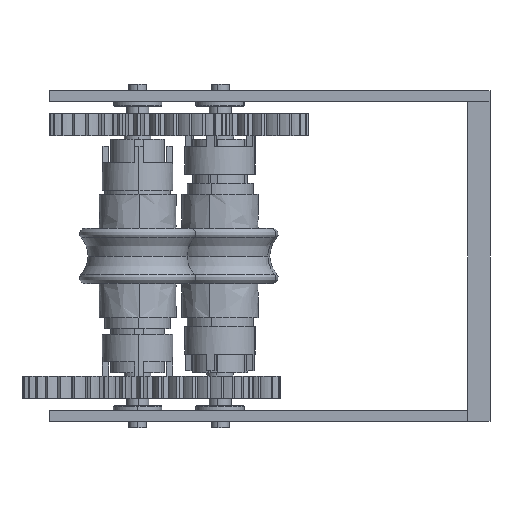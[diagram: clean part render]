
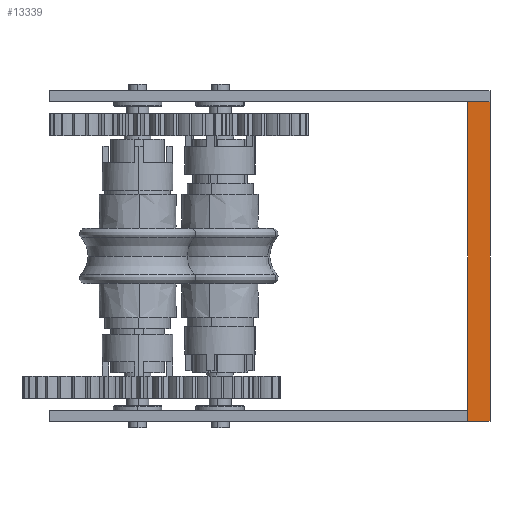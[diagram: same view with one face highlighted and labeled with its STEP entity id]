
A CAD part, left-side view. The second image highlights one B-rep face of the part: STEP entity #13339.
In plain terms, the highlighted free-form (B-spline) face has degree [1, 1] with [2, 2] control points.
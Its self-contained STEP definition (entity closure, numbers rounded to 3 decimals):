
#12677 = VERTEX_POINT('',#12678);
#12678 = CARTESIAN_POINT('',(-51.527,-173.902,
    87.232));
#12683 = EDGE_CURVE('',#12677,#12684,#12686,.T.);
#12684 = VERTEX_POINT('',#12685);
#12685 = CARTESIAN_POINT('',(-51.527,-186.784,
    87.232));
#12686 = B_SPLINE_CURVE_WITH_KNOTS('',1,(#12687,#12688),.UNSPECIFIED.,
  .F.,.F.,(2,2),(-0.,10.),.PIECEWISE_BEZIER_KNOTS.);
#12687 = CARTESIAN_POINT('',(-51.527,-173.902,
    87.232));
#12688 = CARTESIAN_POINT('',(-51.527,-186.784,
    87.232));
#13339 = ADVANCED_FACE('',(#13340),#13362,.F.);
#13340 = FACE_BOUND('',#13341,.T.);
#13341 = EDGE_LOOP('',(#13342,#13349,#13350,#13357));
#13342 = ORIENTED_EDGE('',*,*,#13343,.T.);
#13343 = EDGE_CURVE('',#13344,#12684,#13346,.T.);
#13344 = VERTEX_POINT('',#13345);
#13345 = CARTESIAN_POINT('',(-51.527,-186.784,
    -99.552));
#13346 = B_SPLINE_CURVE_WITH_KNOTS('',1,(#13347,#13348),.UNSPECIFIED.,
  .F.,.F.,(2,2),(-75.,70.),.PIECEWISE_BEZIER_KNOTS.);
#13347 = CARTESIAN_POINT('',(-51.527,-186.784,
    -99.552));
#13348 = CARTESIAN_POINT('',(-51.527,-186.784,
    87.232));
#13349 = ORIENTED_EDGE('',*,*,#12683,.F.);
#13350 = ORIENTED_EDGE('',*,*,#13351,.F.);
#13351 = EDGE_CURVE('',#13352,#12677,#13354,.T.);
#13352 = VERTEX_POINT('',#13353);
#13353 = CARTESIAN_POINT('',(-51.527,-173.902,
    -99.552));
#13354 = B_SPLINE_CURVE_WITH_KNOTS('',1,(#13355,#13356),.UNSPECIFIED.,
  .F.,.F.,(2,2),(-75.,70.),.PIECEWISE_BEZIER_KNOTS.);
#13355 = CARTESIAN_POINT('',(-51.527,-173.902,
    -99.552));
#13356 = CARTESIAN_POINT('',(-51.527,-173.902,
    87.232));
#13357 = ORIENTED_EDGE('',*,*,#13358,.T.);
#13358 = EDGE_CURVE('',#13352,#13344,#13359,.T.);
#13359 = B_SPLINE_CURVE_WITH_KNOTS('',1,(#13360,#13361),.UNSPECIFIED.,
  .F.,.F.,(2,2),(-0.,10.),.PIECEWISE_BEZIER_KNOTS.);
#13360 = CARTESIAN_POINT('',(-51.527,-173.902,
    -99.552));
#13361 = CARTESIAN_POINT('',(-51.527,-186.784,
    -99.552));
#13362 = B_SPLINE_SURFACE_WITH_KNOTS('',1,1,(
    (#13363,#13364)
    ,(#13365,#13366
    )),.UNSPECIFIED.,.F.,.F.,.F.,(2,2),(2,2),(-70.,75.),(-10.,0.),
  .PIECEWISE_BEZIER_KNOTS.);
#13363 = CARTESIAN_POINT('',(-51.527,-186.784,
    87.232));
#13364 = CARTESIAN_POINT('',(-51.527,-173.902,
    87.232));
#13365 = CARTESIAN_POINT('',(-51.527,-186.784,
    -99.552));
#13366 = CARTESIAN_POINT('',(-51.527,-173.902,
    -99.552));
